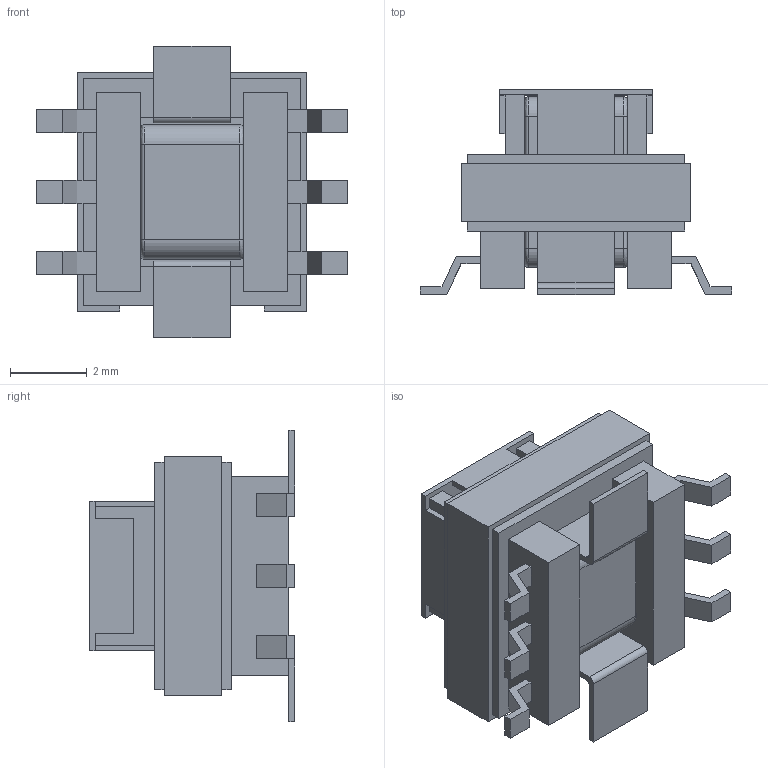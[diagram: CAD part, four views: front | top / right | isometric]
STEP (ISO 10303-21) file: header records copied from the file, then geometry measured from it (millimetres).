
FILE_DESCRIPTION (( 'STEP AP214' ), '1' );
FILE_NAME ('Coilcraft-CST2.STEP', '2019-01-09T08:00:20', ( '' ), ( '' ), 'SwSTEP 2.0', 'SolidWorks 2018', '' );
FILE_SCHEMA (( 'AUTOMOTIVE_DESIGN' ));
Length unit declared in the file: millimetre
Products named in the file (1): Coilcraft-CST2
Bounding box: 8.13 x 5.35 x 7.6 mm (x, y, z)
Volume: 123.7 mm3; surface area: 334 mm2
Topology: 1 solids, 1 shells, 206 faces, 533 edges, 335 vertices
Faces by surface type: plane 153, bspline 35, cylinder 18
Entity records: 9839 total; most frequent: CARTESIAN_POINT 2734, ORIENTED_EDGE 1066, DIRECTION 851, EDGE_CURVE 533, VECTOR 435, LINE 435, VERTEX_POINT 335, EDGE_LOOP 222
